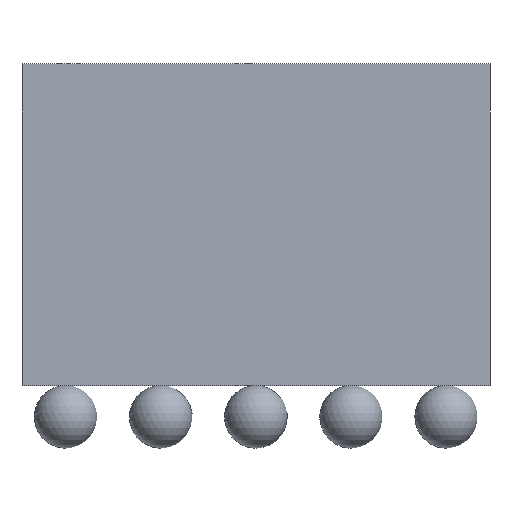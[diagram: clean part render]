
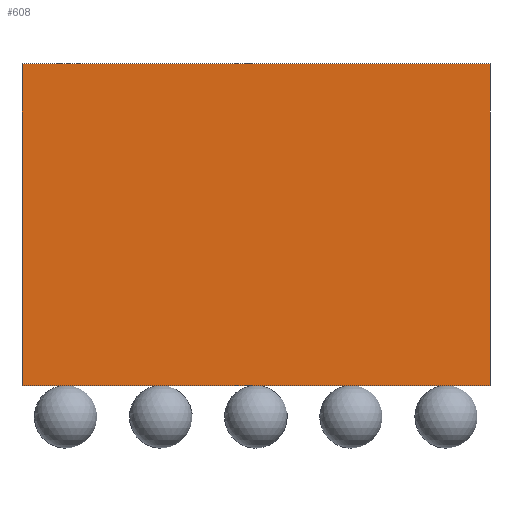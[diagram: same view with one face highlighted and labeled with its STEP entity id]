
A CAD part, front view. The second image highlights one B-rep face of the part: STEP entity #608.
In plain terms, the highlighted planar face has unit normal (0, -1, 0).
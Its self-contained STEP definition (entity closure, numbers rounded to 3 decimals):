
#608=ADVANCED_FACE('',(#614),#609,.T.);
#609=PLANE('',#610);
#610=AXIS2_PLACEMENT_3D('',#611,#612,#613);
#611=CARTESIAN_POINT('',(-3.124,-5.626,0.837));
#612=DIRECTION('',(0.0,-1.0,0.0));
#613=DIRECTION('',(0.,0.,1.));
#614=FACE_OUTER_BOUND('',#615,.T.);
#615=EDGE_LOOP('',(#616,#626,#636,#646));
#619=CARTESIAN_POINT('',(3.124,-5.626,0.837));
#618=VERTEX_POINT('',#619);
#621=CARTESIAN_POINT('',(-3.124,-5.626,0.837));
#620=VERTEX_POINT('',#621);
#617=EDGE_CURVE('',#618,#620,#622,.T.);
#622=LINE('',#619,#624);
#624=VECTOR('',#625,6.248);
#625=DIRECTION('',(-1.0,0.0,0.0));
#616=ORIENTED_EDGE('',*,*,#617,.F.);
#629=CARTESIAN_POINT('',(3.124,-5.626,5.131));
#628=VERTEX_POINT('',#629);
#627=EDGE_CURVE('',#628,#618,#632,.T.);
#632=LINE('',#629,#634);
#634=VECTOR('',#635,4.294);
#635=DIRECTION('',(0.0,0.0,-1.0));
#626=ORIENTED_EDGE('',*,*,#627,.F.);
#639=CARTESIAN_POINT('',(-3.124,-5.626,5.131));
#638=VERTEX_POINT('',#639);
#637=EDGE_CURVE('',#638,#628,#642,.T.);
#642=LINE('',#639,#644);
#644=VECTOR('',#645,6.248);
#645=DIRECTION('',(1.0,0.0,0.0));
#636=ORIENTED_EDGE('',*,*,#637,.F.);
#647=EDGE_CURVE('',#620,#638,#652,.T.);
#652=LINE('',#621,#654);
#654=VECTOR('',#655,4.294);
#655=DIRECTION('',(0.0,0.0,1.0));
#646=ORIENTED_EDGE('',*,*,#647,.F.);
